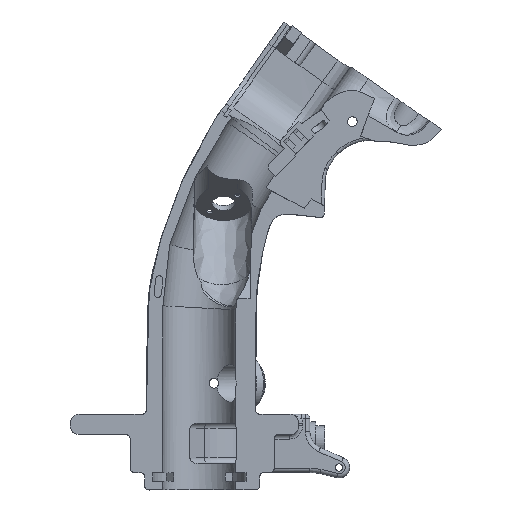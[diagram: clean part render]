
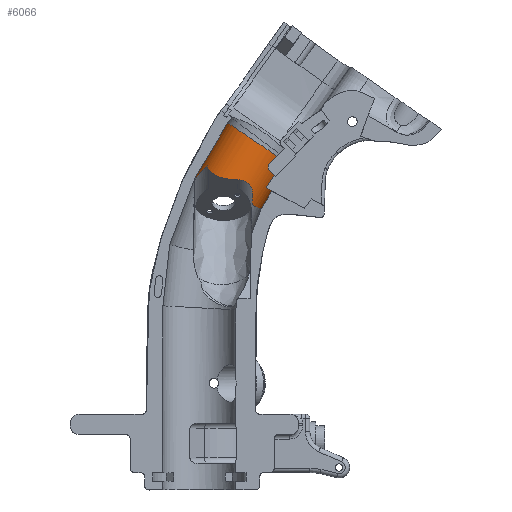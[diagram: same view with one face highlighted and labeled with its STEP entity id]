
A CAD part, left-side view. The second image highlights one B-rep face of the part: STEP entity #6066.
In plain terms, the highlighted cylindrical face has radius 12.5 mm (diameter 25 mm), a partial arc.
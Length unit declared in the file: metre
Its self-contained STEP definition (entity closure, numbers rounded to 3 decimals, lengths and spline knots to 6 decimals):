
#264=B_SPLINE_CURVE_WITH_KNOTS('',3,(#8350,#8351,#8352,#8353),
 .UNSPECIFIED.,.F.,.F.,(4,4),(0.,0.002139),.UNSPECIFIED.);
#265=B_SPLINE_CURVE_WITH_KNOTS('',3,(#8357,#8358,#8359,#8360,#8361,#8362),
 .UNSPECIFIED.,.F.,.F.,(4,1,1,4),(0.,0.002001,0.004003,
0.008005),.UNSPECIFIED.);
#553=ELLIPSE('',#6437,0.012885,0.0125);
#554=ELLIPSE('',#6438,0.024296,0.0125);
#555=ELLIPSE('',#6439,0.051539,0.0125);
#556=ELLIPSE('',#6440,0.012516,0.0125);
#557=ELLIPSE('',#6441,0.01255,0.0125);
#558=ELLIPSE('',#6442,0.024799,0.0125);
#559=ELLIPSE('',#6443,0.018019,0.0125);
#560=ELLIPSE('',#6444,0.025071,0.0125);
#561=ELLIPSE('',#6445,0.01255,0.0125);
#562=ELLIPSE('',#6446,0.012514,0.0125);
#586=CYLINDRICAL_SURFACE('',#6436,0.0125);
#684=ORIENTED_EDGE('',*,*,#2575,.F.);
#685=ORIENTED_EDGE('',*,*,#2576,.T.);
#686=ORIENTED_EDGE('',*,*,#2577,.T.);
#687=ORIENTED_EDGE('',*,*,#2578,.T.);
#688=ORIENTED_EDGE('',*,*,#2579,.T.);
#689=ORIENTED_EDGE('',*,*,#2580,.F.);
#690=ORIENTED_EDGE('',*,*,#2581,.F.);
#691=ORIENTED_EDGE('',*,*,#2582,.T.);
#692=ORIENTED_EDGE('',*,*,#2583,.F.);
#693=ORIENTED_EDGE('',*,*,#2584,.F.);
#694=ORIENTED_EDGE('',*,*,#2585,.F.);
#695=ORIENTED_EDGE('',*,*,#2586,.F.);
#696=ORIENTED_EDGE('',*,*,#2587,.F.);
#697=ORIENTED_EDGE('',*,*,#2588,.F.);
#698=ORIENTED_EDGE('',*,*,#2589,.T.);
#2575=EDGE_CURVE('',#3520,#3521,#4132,.F.);
#2576=EDGE_CURVE('',#3520,#3522,#553,.T.);
#2577=EDGE_CURVE('',#3522,#3523,#554,.T.);
#2578=EDGE_CURVE('',#3523,#3524,#555,.T.);
#2579=EDGE_CURVE('',#3524,#3525,#556,.T.);
#2580=EDGE_CURVE('',#3526,#3525,#4133,.T.);
#2581=EDGE_CURVE('',#3527,#3526,#557,.T.);
#2582=EDGE_CURVE('',#3527,#3528,#558,.T.);
#2583=EDGE_CURVE('',#3529,#3528,#264,.T.);
#2584=EDGE_CURVE('',#3530,#3529,#559,.T.);
#2585=EDGE_CURVE('',#3531,#3530,#265,.T.);
#2586=EDGE_CURVE('',#3532,#3531,#560,.T.);
#2587=EDGE_CURVE('',#3533,#3532,#561,.T.);
#2588=EDGE_CURVE('',#3534,#3533,#4134,.F.);
#2589=EDGE_CURVE('',#3534,#3521,#562,.T.);
#3520=VERTEX_POINT('',#8334);
#3521=VERTEX_POINT('',#8335);
#3522=VERTEX_POINT('',#8337);
#3523=VERTEX_POINT('',#8339);
#3524=VERTEX_POINT('',#8341);
#3525=VERTEX_POINT('',#8343);
#3526=VERTEX_POINT('',#8345);
#3527=VERTEX_POINT('',#8347);
#3528=VERTEX_POINT('',#8349);
#3529=VERTEX_POINT('',#8354);
#3530=VERTEX_POINT('',#8356);
#3531=VERTEX_POINT('',#8363);
#3532=VERTEX_POINT('',#8365);
#3533=VERTEX_POINT('',#8367);
#3534=VERTEX_POINT('',#8369);
#4132=LINE('',#8333,#4606);
#4133=LINE('',#8344,#4607);
#4134=LINE('',#8368,#4608);
#4606=VECTOR('',#6919,1.);
#4607=VECTOR('',#6928,1.);
#4608=VECTOR('',#6939,1.);
#5071=EDGE_LOOP('',(#684,#685,#686,#687,#688,#689,#690,#691,#692,#693,#694,
#695,#696,#697,#698));
#5484=FACE_BOUND('',#5071,.T.);
#6066=ADVANCED_FACE('',(#5484),#586,.F.);
#6436=AXIS2_PLACEMENT_3D('',#8332,#6917,#6918);
#6437=AXIS2_PLACEMENT_3D('',#8336,#6920,#6921);
#6438=AXIS2_PLACEMENT_3D('',#8338,#6922,#6923);
#6439=AXIS2_PLACEMENT_3D('',#8340,#6924,#6925);
#6440=AXIS2_PLACEMENT_3D('',#8342,#6926,#6927);
#6441=AXIS2_PLACEMENT_3D('',#8346,#6929,#6930);
#6442=AXIS2_PLACEMENT_3D('',#8348,#6931,#6932);
#6443=AXIS2_PLACEMENT_3D('',#8355,#6933,#6934);
#6444=AXIS2_PLACEMENT_3D('',#8364,#6935,#6936);
#6445=AXIS2_PLACEMENT_3D('',#8366,#6937,#6938);
#6446=AXIS2_PLACEMENT_3D('',#8370,#6940,#6941);
#6917=DIRECTION('',(0.,-0.514,0.857));
#6918=DIRECTION('',(0.,-0.857,-0.514));
#6919=DIRECTION('',(0.,-0.514,0.857));
#6920=DIRECTION('',(0.,-0.707,0.707));
#6921=DIRECTION('',(0.,0.707,0.707));
#6922=DIRECTION('',(0.,-1.,0.));
#6923=DIRECTION('',(0.,0.,1.));
#6924=DIRECTION('',(0.,-0.707,-0.707));
#6925=DIRECTION('',(0.,-0.707,0.707));
#6926=DIRECTION('',(0.,-0.557,0.83));
#6927=DIRECTION('',(0.,0.83,0.557));
#6928=DIRECTION('',(0.,-0.514,0.857));
#6929=DIRECTION('',(0.,-0.436,0.9));
#6930=DIRECTION('',(0.,0.9,0.436));
#6931=DIRECTION('',(0.809,0.,-0.588));
#6932=DIRECTION('',(0.472,-0.596,0.65));
#6933=DIRECTION('',(0.588,0.,0.809));
#6934=DIRECTION('',(-0.566,-0.714,0.411));
#6935=DIRECTION('',(-0.013,-1.,-0.018));
#6936=DIRECTION('',(0.008,-0.019,1.));
#6937=DIRECTION('',(0.,-0.436,0.9));
#6938=DIRECTION('',(0.,0.9,0.436));
#6939=DIRECTION('',(0.,-0.514,0.857));
#6940=DIRECTION('',(0.,-0.474,0.881));
#6941=DIRECTION('',(0.,-0.881,-0.474));
#8332=CARTESIAN_POINT('',(0.,-0.00915,0.100795));
#8333=CARTESIAN_POINT('',(0.007047,-0.018003,0.095483));
#8334=CARTESIAN_POINT('',(0.007047,-0.025627,0.108189));
#8335=CARTESIAN_POINT('',(0.007047,-0.02296,0.103743));
#8336=CARTESIAN_POINT('',(0.,-0.018102,0.115714));
#8337=CARTESIAN_POINT('',(0.009987,-0.023581,0.110235));
#8338=CARTESIAN_POINT('',(0.,-0.023581,0.124845));
#8339=CARTESIAN_POINT('',(0.010495,-0.023581,0.111649));
#8340=CARTESIAN_POINT('',(0.,-0.003786,0.091855));
#8341=CARTESIAN_POINT('',(0.009732,-0.026656,0.114725));
#8342=CARTESIAN_POINT('',(0.,-0.020134,0.1191));
#8343=CARTESIAN_POINT('',(0.,-0.00974,0.126072));
#8344=CARTESIAN_POINT('',(0.,0.001568,0.107226));
#8345=CARTESIAN_POINT('',(0.,0.001459,0.107408));
#8346=CARTESIAN_POINT('',(0.,-0.009837,0.10194));
#8347=CARTESIAN_POINT('',(0.002953,0.001139,0.107253));
#8348=CARTESIAN_POINT('',(0.,-0.010587,0.103189));
#8349=CARTESIAN_POINT('',(0.005925,-0.002644,0.111343));
#8350=CARTESIAN_POINT('',(0.007613,-0.003205,0.110156));
#8351=CARTESIAN_POINT('',(0.00707,-0.002955,0.11055));
#8352=CARTESIAN_POINT('',(0.006504,-0.002765,0.110939));
#8353=CARTESIAN_POINT('',(0.005925,-0.002644,0.111343));
#8354=CARTESIAN_POINT('',(0.007613,-0.003205,0.110156));
#8355=CARTESIAN_POINT('',(0.,-0.018086,0.115688));
#8356=CARTESIAN_POINT('',(0.012491,-0.013202,0.106611));
#8357=CARTESIAN_POINT('',(0.010234,-0.018201,0.10193));
#8358=CARTESIAN_POINT('',(0.010456,-0.018216,0.102569));
#8359=CARTESIAN_POINT('',(0.01099,-0.017992,0.1038));
#8360=CARTESIAN_POINT('',(0.012067,-0.016537,0.105858));
#8361=CARTESIAN_POINT('',(0.012447,-0.014555,0.106643));
#8362=CARTESIAN_POINT('',(0.012491,-0.013202,0.106611));
#8363=CARTESIAN_POINT('',(0.010234,-0.018201,0.10193));
#8364=CARTESIAN_POINT('',(0.,-0.018325,0.116086));
#8365=CARTESIAN_POINT('',(0.008518,-0.018105,0.097938));
#8366=CARTESIAN_POINT('',(0.,-0.009837,0.10194));
#8367=CARTESIAN_POINT('',(0.,-0.021134,0.096472));
#8368=CARTESIAN_POINT('',(0.,-0.019869,0.094363));
#8369=CARTESIAN_POINT('',(0.,-0.024878,0.102711));
#8370=CARTESIAN_POINT('',(0.,-0.013859,0.108642));
